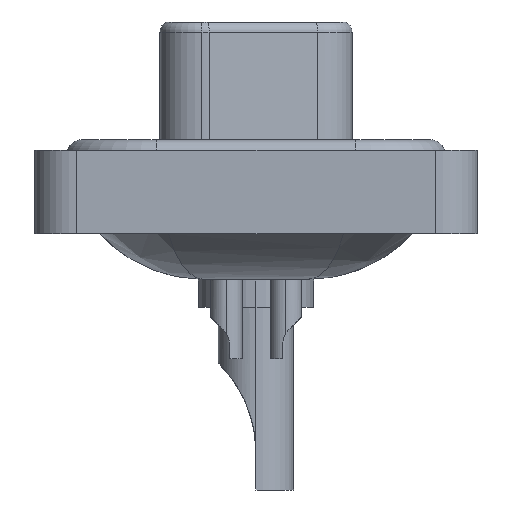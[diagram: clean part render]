
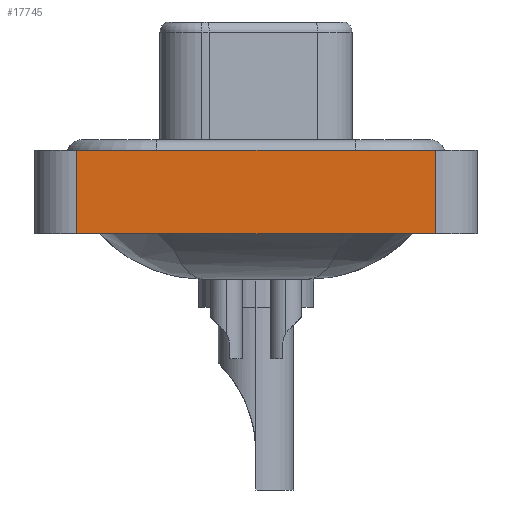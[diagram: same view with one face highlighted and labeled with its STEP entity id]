
A CAD part, left-side view. The second image highlights one B-rep face of the part: STEP entity #17745.
In plain terms, the highlighted planar face has unit normal (-1, 0, 0).
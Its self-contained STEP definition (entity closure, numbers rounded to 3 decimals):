
#319 = VECTOR ( 'NONE', #16219, 1000. ) ;
#458 = VECTOR ( 'NONE', #953, 1000. ) ;
#953 = DIRECTION ( 'NONE',  ( 0., -1., 0. ) ) ;
#1270 = CARTESIAN_POINT ( 'NONE',  ( -7.25, 8.55, -3.6 ) ) ;
#1417 = EDGE_LOOP ( 'NONE', ( #11537, #12648, #6583, #2442 ) ) ;
#1612 = CARTESIAN_POINT ( 'NONE',  ( -7.25, -8.55, 0.4 ) ) ;
#1771 = VERTEX_POINT ( 'NONE', #9847 ) ;
#2249 = LINE ( 'NONE', #3725, #458 ) ;
#2442 = ORIENTED_EDGE ( 'NONE', *, *, #8727, .T. ) ;
#2669 = LINE ( 'NONE', #1270, #3526 ) ;
#2844 = DIRECTION ( 'NONE',  ( 0., 0., 1. ) ) ;
#3097 = EDGE_CURVE ( 'NONE', #3265, #17719, #9021, .T. ) ;
#3185 = DIRECTION ( 'NONE',  ( -1., 0., 0. ) ) ;
#3265 = VERTEX_POINT ( 'NONE', #9474 ) ;
#3526 = VECTOR ( 'NONE', #2844, 1000. ) ;
#3725 = CARTESIAN_POINT ( 'NONE',  ( -7.25, -8.55, 0.4 ) ) ;
#5697 = AXIS2_PLACEMENT_3D ( 'NONE', #15803, #3185, #8807 ) ;
#6338 = LINE ( 'NONE', #11942, #319 ) ;
#6358 = EDGE_CURVE ( 'NONE', #1771, #7147, #2669, .T. ) ;
#6583 = ORIENTED_EDGE ( 'NONE', *, *, #6358, .F. ) ;
#6975 = VECTOR ( 'NONE', #17125, 1000. ) ;
#7147 = VERTEX_POINT ( 'NONE', #8999 ) ;
#7641 = CARTESIAN_POINT ( 'NONE',  ( -7.25, -8.55, -3.6 ) ) ;
#8727 = EDGE_CURVE ( 'NONE', #1771, #3265, #6338, .T. ) ;
#8807 = DIRECTION ( 'NONE',  ( 0., 0., 1. ) ) ;
#8992 = FACE_OUTER_BOUND ( 'NONE', #1417, .T. ) ;
#8999 = CARTESIAN_POINT ( 'NONE',  ( -7.25, 8.55, 0.4 ) ) ;
#9021 = LINE ( 'NONE', #7641, #6975 ) ;
#9474 = CARTESIAN_POINT ( 'NONE',  ( -7.25, -8.55, -3.6 ) ) ;
#9847 = CARTESIAN_POINT ( 'NONE',  ( -7.25, 8.55, -3.6 ) ) ;
#11537 = ORIENTED_EDGE ( 'NONE', *, *, #3097, .T. ) ;
#11942 = CARTESIAN_POINT ( 'NONE',  ( -7.25, -8.55, -3.6 ) ) ;
#12648 = ORIENTED_EDGE ( 'NONE', *, *, #13080, .F. ) ;
#13080 = EDGE_CURVE ( 'NONE', #7147, #17719, #2249, .T. ) ;
#14616 = PLANE ( 'NONE',  #5697 ) ;
#15803 = CARTESIAN_POINT ( 'NONE',  ( -7.25, -8.55, -3.6 ) ) ;
#16219 = DIRECTION ( 'NONE',  ( 0., -1., 0. ) ) ;
#17125 = DIRECTION ( 'NONE',  ( 0., 0., 1. ) ) ;
#17719 = VERTEX_POINT ( 'NONE', #1612 ) ;
#17745 = ADVANCED_FACE ( 'NONE', ( #8992 ), #14616, .T. ) ;
